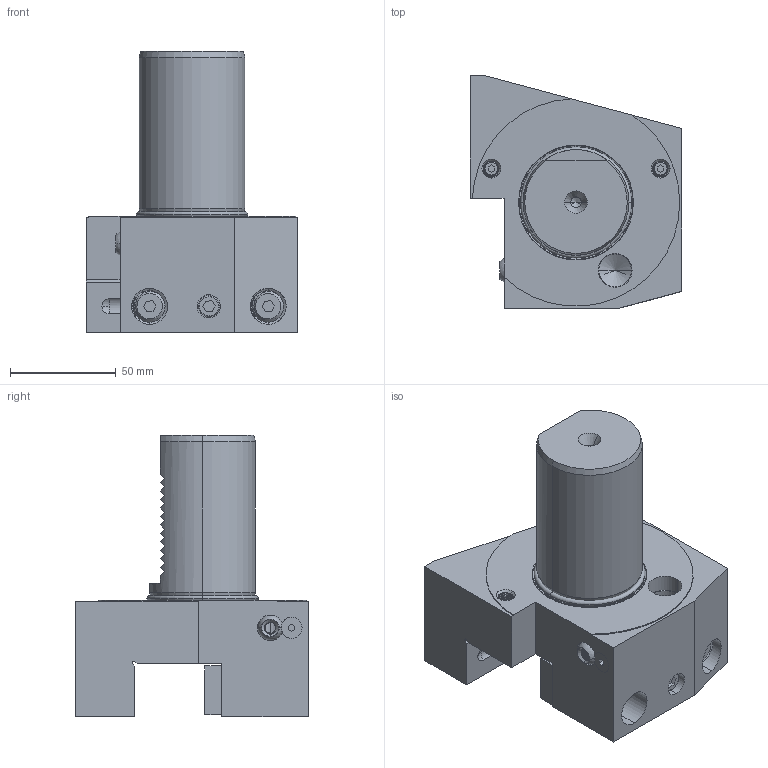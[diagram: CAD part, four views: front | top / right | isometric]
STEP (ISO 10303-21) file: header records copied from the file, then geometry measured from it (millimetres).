
FILE_DESCRIPTION (( 'STEP AP203' ), '1' );
FILE_NAME ('VDI50 B3.STEP', '2017-12-26T10:21:12', ( '' ), ( '' ), 'SwSTEP 2.0', 'SolidWorks 2012', '' );
FILE_SCHEMA (( 'CONFIG_CONTROL_DESIGN' ));
Products named in the file (13): 管螺文螺絲; M6x40; 皿頭_M5; M8尖頭螺絲; O型環48.7; 84x23x8; 出水銅嘴; B3_成品圖; M6螺絲投; VDI50    B3; O型環10; M16平頭螺絲35; 33x7.8
Assembly tree (16 placements, depth 2):
  VDI50    B3
    B3_成品圖
    84x23x8
    O型環48.7
    出水銅嘴
    皿頭_M5
    M8尖頭螺絲  x2
    管螺文螺絲
    M6x40
    33x7.8
    M16平頭螺絲35  x2
    M6螺絲投  x3
    O型環10
Bounding box: 100 x 110 x 133 mm (x, y, z)
Volume: 527106.2 mm3; surface area: 86470.6 mm2
Topology: 16 solids, 16 shells, 764 faces, 2064 edges, 1335 vertices
Faces by surface type: cylinder 387, plane 157, cone 151, bspline 45, torus 18, sphere 6
Entity records: 65782 total; most frequent: CARTESIAN_POINT 50204, ORIENTED_EDGE 3482, DIRECTION 2416, EDGE_CURVE 1741, VERTEX_POINT 1128, AXIS2_PLACEMENT_3D 878, EDGE_LOOP 685, LINE 660
